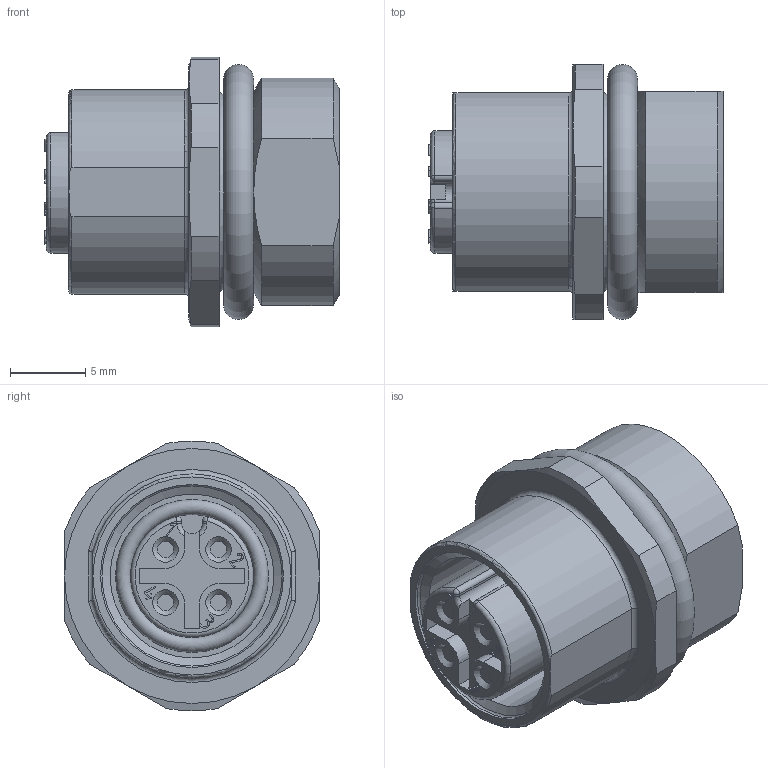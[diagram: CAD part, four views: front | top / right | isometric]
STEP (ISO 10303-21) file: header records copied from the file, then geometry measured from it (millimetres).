
FILE_DESCRIPTION(/* description */ (''),/* implementation_level */ '2;1');
FILE_NAME(/* name */ '09-3432-433-04-001_02.stp',/* time_stamp */ '2014-08-26T07:30:15+02:00',/* author */ (''),/* organization */ (''),/* preprocessor_version */ 'ST-DEVELOPER v14',/* originating_system */ 'SIEMENS PLM Software NX 8.0',/* authorisation */ '');
FILE_SCHEMA (('AUTOMOTIVE_DESIGN { 1 0 10303 214 3 1 1 1 }'));
Length unit declared in the file: millimetre
Products named in the file (1): sach0AD0B7F9wf3e
Bounding box: 19.6 x 17 x 17.96 mm (x, y, z)
Volume: 2582.8 mm3; surface area: 2317.6 mm2
Topology: 3 solids, 3 shells, 174 faces, 453 edges, 292 vertices
Faces by surface type: plane 66, extrusion 53, cylinder 26, cone 14, torus 13, sphere 2
Full cylindrical faces by diameter (mm): 8.2 x1, 10.917 x1, 11 x1, 12.2 x1, 13 x1
Entity records: 5621 total; most frequent: CARTESIAN_POINT 1628, ORIENTED_EDGE 854, DIRECTION 670, EDGE_CURVE 427, VERTEX_POINT 287, VECTOR 266, LINE 213, AXIS2_PLACEMENT_3D 202
